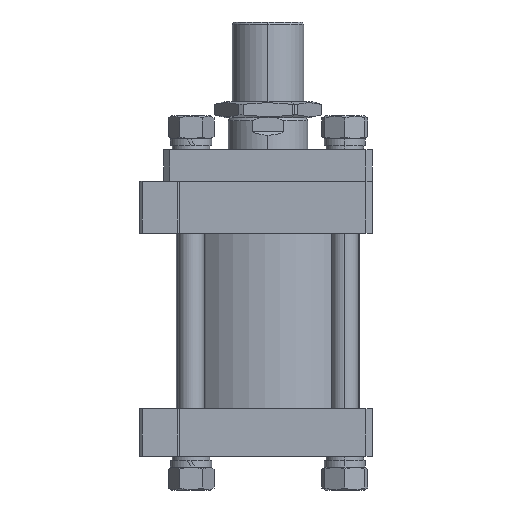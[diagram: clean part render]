
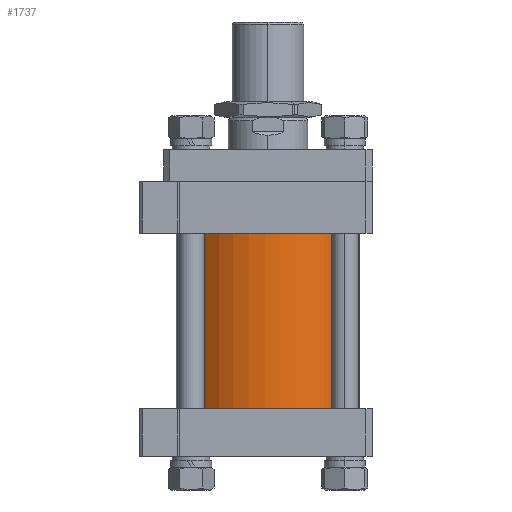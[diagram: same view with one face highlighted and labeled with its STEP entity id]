
A CAD part, front view. The second image highlights one B-rep face of the part: STEP entity #1737.
In plain terms, the highlighted cylindrical face has radius 115 mm (diameter 230 mm), a partial arc.
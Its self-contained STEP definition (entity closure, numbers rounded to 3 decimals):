
#557 = VERTEX_POINT ( 'NONE', #6580 ) ;
#558 = VERTEX_POINT ( 'NONE', #6579 ) ;
#560 = VERTEX_POINT ( 'NONE', #6577 ) ;
#562 = VERTEX_POINT ( 'NONE', #6575 ) ;
#1737 = ADVANCED_FACE ( 'NONE', ( #3086 ), #3082, .T. ) ;
#1831 = DIRECTION ( 'NONE',  ( -1., 0., 0. ) ) ;
#1834 = DIRECTION ( 'NONE',  ( 0., 0., -1. ) ) ;
#1836 = CARTESIAN_POINT ( 'NONE',  ( 0., 0., 110. ) ) ;
#3013 = AXIS2_PLACEMENT_3D ( 'NONE', #8949, #8950, #8952 ) ;
#3015 = AXIS2_PLACEMENT_3D ( 'NONE', #8933, #8935, #8937 ) ;
#3082 = CYLINDRICAL_SURFACE ( 'NONE', #6997, 115. ) ;
#3086 = FACE_OUTER_BOUND ( 'NONE', #3656, .T. ) ;
#3656 = EDGE_LOOP ( 'NONE', ( #7595, #7594, #7593, #7608 ) ) ;
#5038 = CIRCLE ( 'NONE', #3015, 115. ) ;
#5039 = VECTOR ( 'NONE', #8904, 1000. ) ;
#5079 = LINE ( 'NONE', #8913, #5039 ) ;
#5080 = VECTOR ( 'NONE', #8895, 1000. ) ;
#5094 = LINE ( 'NONE', #8906, #5080 ) ;
#5147 = CIRCLE ( 'NONE', #3013, 115. ) ;
#6575 = CARTESIAN_POINT ( 'NONE',  ( -115., 0., 110. ) ) ;
#6577 = CARTESIAN_POINT ( 'NONE',  ( 115., 0., 110. ) ) ;
#6579 = CARTESIAN_POINT ( 'NONE',  ( 115., 0., -110. ) ) ;
#6580 = CARTESIAN_POINT ( 'NONE',  ( -115., 0., -110. ) ) ;
#6997 = AXIS2_PLACEMENT_3D ( 'NONE', #1836, #1834, #1831 ) ;
#7593 = ORIENTED_EDGE ( 'NONE', *, *, #9182, .T. ) ;
#7594 = ORIENTED_EDGE ( 'NONE', *, *, #9184, .F. ) ;
#7595 = ORIENTED_EDGE ( 'NONE', *, *, #9180, .F. ) ;
#7608 = ORIENTED_EDGE ( 'NONE', *, *, #9186, .T. ) ;
#8895 = DIRECTION ( 'NONE',  ( 0., 0., -1. ) ) ;
#8904 = DIRECTION ( 'NONE',  ( 0., 0., -1. ) ) ;
#8906 = CARTESIAN_POINT ( 'NONE',  ( 115., 0., 110. ) ) ;
#8913 = CARTESIAN_POINT ( 'NONE',  ( -115., 0., 110. ) ) ;
#8933 = CARTESIAN_POINT ( 'NONE',  ( 0., 0., 110. ) ) ;
#8935 = DIRECTION ( 'NONE',  ( 0., 0., 1. ) ) ;
#8937 = DIRECTION ( 'NONE',  ( 1., 0., 0. ) ) ;
#8949 = CARTESIAN_POINT ( 'NONE',  ( 0., 0., -110. ) ) ;
#8950 = DIRECTION ( 'NONE',  ( 0., 0., 1. ) ) ;
#8952 = DIRECTION ( 'NONE',  ( 1., 0., 0. ) ) ;
#9180 = EDGE_CURVE ( 'NONE', #560, #558, #5094, .T. ) ;
#9182 = EDGE_CURVE ( 'NONE', #562, #557, #5079, .T. ) ;
#9184 = EDGE_CURVE ( 'NONE', #562, #560, #5038, .T. ) ;
#9186 = EDGE_CURVE ( 'NONE', #557, #558, #5147, .T. ) ;
